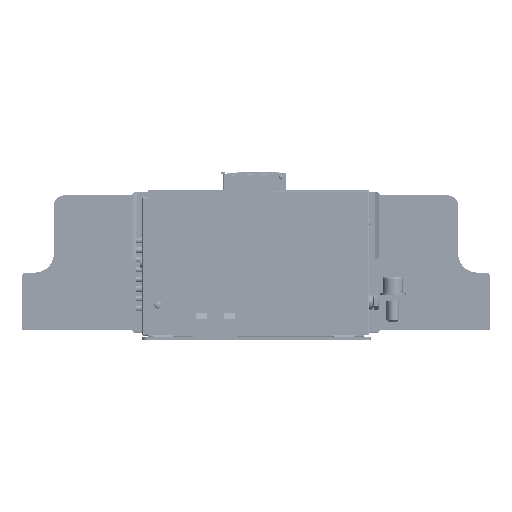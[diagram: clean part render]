
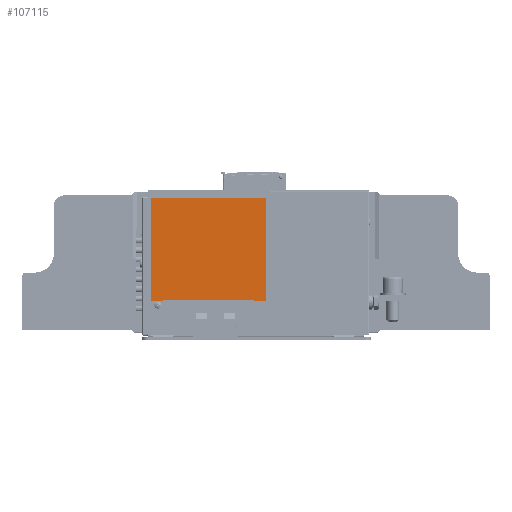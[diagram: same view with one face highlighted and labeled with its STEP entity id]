
A CAD part, top view. The second image highlights one B-rep face of the part: STEP entity #107115.
In plain terms, the highlighted face is planar.
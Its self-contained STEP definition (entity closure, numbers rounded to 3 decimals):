
#2971 = ORIENTED_EDGE ( 'NONE', *, *, #205070, .F. ) ;
#3761 = CARTESIAN_POINT ( 'NONE',  ( 86., 84., -90. ) ) ;
#3996 = ORIENTED_EDGE ( 'NONE', *, *, #44589, .F. ) ;
#11920 = CARTESIAN_POINT ( 'NONE',  ( 86., 85., -90. ) ) ;
#13842 = DIRECTION ( 'NONE',  ( 0., 0., 1. ) ) ;
#15270 = EDGE_CURVE ( 'NONE', #289807, #133216, #270854, .T. ) ;
#19448 = CARTESIAN_POINT ( 'NONE',  ( 86., 84., -90. ) ) ;
#24624 = DIRECTION ( 'NONE',  ( 0., 0., 1. ) ) ;
#26156 = VECTOR ( 'NONE', #72664, 1000. ) ;
#29261 = CARTESIAN_POINT ( 'NONE',  ( 86., 85., -81. ) ) ;
#44589 = EDGE_CURVE ( 'NONE', #82610, #133216, #265847, .T. ) ;
#51226 = VERTEX_POINT ( 'NONE', #84480 ) ;
#56878 = CARTESIAN_POINT ( 'NONE',  ( 86., 4., -93. ) ) ;
#58486 = ORIENTED_EDGE ( 'NONE', *, *, #58921, .T. ) ;
#58921 = EDGE_CURVE ( 'NONE', #82610, #65326, #223439, .T. ) ;
#60295 = EDGE_CURVE ( 'NONE', #63203, #247035, #254480, .T. ) ;
#61952 = CARTESIAN_POINT ( 'NONE',  ( 86., 84., -80. ) ) ;
#63203 = VERTEX_POINT ( 'NONE', #233404 ) ;
#65326 = VERTEX_POINT ( 'NONE', #215133 ) ;
#72664 = DIRECTION ( 'NONE',  ( 0., -1., 0. ) ) ;
#75655 = CARTESIAN_POINT ( 'NONE',  ( 86., 85., -90. ) ) ;
#82535 = DIRECTION ( 'NONE',  ( 1., 0., 0. ) ) ;
#82610 = VERTEX_POINT ( 'NONE', #75655 ) ;
#84480 = CARTESIAN_POINT ( 'NONE',  ( 86., 84., -10. ) ) ;
#104092 = VECTOR ( 'NONE', #189738, 1000. ) ;
#107115 = ADVANCED_FACE ( 'NONE', ( #178646 ), #241172, .T. ) ;
#110283 = LINE ( 'NONE', #29261, #128089 ) ;
#113167 = CARTESIAN_POINT ( 'NONE',  ( 86., 4., 0. ) ) ;
#128089 = VECTOR ( 'NONE', #235173, 1000. ) ;
#132358 = LINE ( 'NONE', #251908, #104092 ) ;
#133216 = VERTEX_POINT ( 'NONE', #197955 ) ;
#142184 = VECTOR ( 'NONE', #13842, 1000. ) ;
#144944 = ORIENTED_EDGE ( 'NONE', *, *, #259494, .T. ) ;
#145500 = DIRECTION ( 'NONE',  ( 0., 0., -1. ) ) ;
#149114 = ORIENTED_EDGE ( 'NONE', *, *, #15270, .T. ) ;
#150965 = VECTOR ( 'NONE', #145500, 1000. ) ;
#152117 = VECTOR ( 'NONE', #160525, 1000. ) ;
#156984 = DIRECTION ( 'NONE',  ( 0., 0.707, 0.707 ) ) ;
#159215 = LINE ( 'NONE', #250211, #169669 ) ;
#159456 = ORIENTED_EDGE ( 'NONE', *, *, #60295, .T. ) ;
#160525 = DIRECTION ( 'NONE',  ( 0., 0., 1. ) ) ;
#167738 = AXIS2_PLACEMENT_3D ( 'NONE', #19448, #82535, #243121 ) ;
#169669 = VECTOR ( 'NONE', #24624, 1000. ) ;
#174952 = ORIENTED_EDGE ( 'NONE', *, *, #261315, .T. ) ;
#178646 = FACE_OUTER_BOUND ( 'NONE', #222814, .T. ) ;
#186101 = CARTESIAN_POINT ( 'NONE',  ( 86., 85., -90. ) ) ;
#187081 = CARTESIAN_POINT ( 'NONE',  ( 86., 85., 0. ) ) ;
#189738 = DIRECTION ( 'NONE',  ( 0., 1., 0. ) ) ;
#196075 = EDGE_CURVE ( 'NONE', #51226, #63203, #263059, .T. ) ;
#196099 = VECTOR ( 'NONE', #156984, 1000. ) ;
#197955 = CARTESIAN_POINT ( 'NONE',  ( 86., 4., -90. ) ) ;
#205070 = EDGE_CURVE ( 'NONE', #289807, #247035, #132358, .T. ) ;
#215133 = CARTESIAN_POINT ( 'NONE',  ( 86., 85., -81. ) ) ;
#220601 = ORIENTED_EDGE ( 'NONE', *, *, #196075, .T. ) ;
#222814 = EDGE_LOOP ( 'NONE', ( #3996, #58486, #174952, #144944, #220601, #159456, #2971, #149114 ) ) ;
#223439 = LINE ( 'NONE', #11920, #142184 ) ;
#233404 = CARTESIAN_POINT ( 'NONE',  ( 86., 85., -9. ) ) ;
#235173 = DIRECTION ( 'NONE',  ( 0., -0.707, 0.707 ) ) ;
#237612 = VERTEX_POINT ( 'NONE', #61952 ) ;
#241172 = PLANE ( 'NONE',  #167738 ) ;
#243121 = DIRECTION ( 'NONE',  ( 0., 0., -1. ) ) ;
#246663 = CARTESIAN_POINT ( 'NONE',  ( 86., 84., -10. ) ) ;
#247035 = VERTEX_POINT ( 'NONE', #187081 ) ;
#250211 = CARTESIAN_POINT ( 'NONE',  ( 86., 84., -90. ) ) ;
#251908 = CARTESIAN_POINT ( 'NONE',  ( 86., 84., 0. ) ) ;
#254480 = LINE ( 'NONE', #186101, #152117 ) ;
#259494 = EDGE_CURVE ( 'NONE', #237612, #51226, #159215, .T. ) ;
#261315 = EDGE_CURVE ( 'NONE', #65326, #237612, #110283, .T. ) ;
#263059 = LINE ( 'NONE', #246663, #196099 ) ;
#265847 = LINE ( 'NONE', #3761, #26156 ) ;
#270854 = LINE ( 'NONE', #56878, #150965 ) ;
#289807 = VERTEX_POINT ( 'NONE', #113167 ) ;
